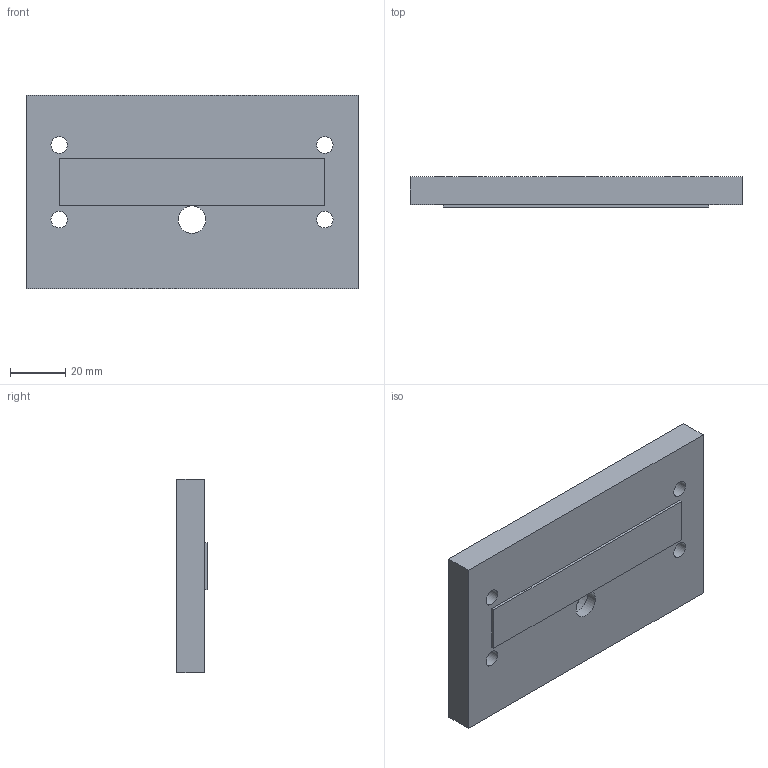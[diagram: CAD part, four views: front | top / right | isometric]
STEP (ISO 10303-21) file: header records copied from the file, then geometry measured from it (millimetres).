
FILE_DESCRIPTION(/* description */ (''),/* implementation_level */ '2;1');
FILE_NAME(/* name */ '3d printing plate_v2.step',/* time_stamp */ '2024-01-28T17:51:13+05:30',/* author */ (''),/* organization */ (''),/* preprocessor_version */ 'ST-DEVELOPER v20',/* originating_system */ 'Autodesk Translation Framework v12.14.0.127',/* authorisation */ '');
FILE_SCHEMA (('AUTOMOTIVE_DESIGN { 1 0 10303 214 3 1 1 }'));
Length unit declared in the file: millimetre
Products named in the file (1): 3d printing plate
Bounding box: 120 x 11 x 70 mm (x, y, z)
Volume: 81386.1 mm3; surface area: 22120.3 mm2
Topology: 1 solids, 1 shells, 22 faces, 50 edges, 33 vertices
Faces by surface type: plane 14, cylinder 8
Full cylindrical faces by diameter (mm): 6 x4, 10 x3, 19 x1
Entity records: 676 total; most frequent: DIRECTION 113, CARTESIAN_POINT 106, ORIENTED_EDGE 100, EDGE_CURVE 50, AXIS2_PLACEMENT_3D 40, EDGE_LOOP 35, LINE 33, VECTOR 33
